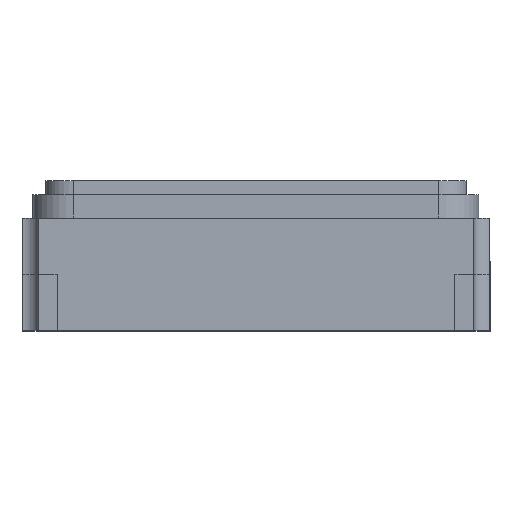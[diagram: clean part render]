
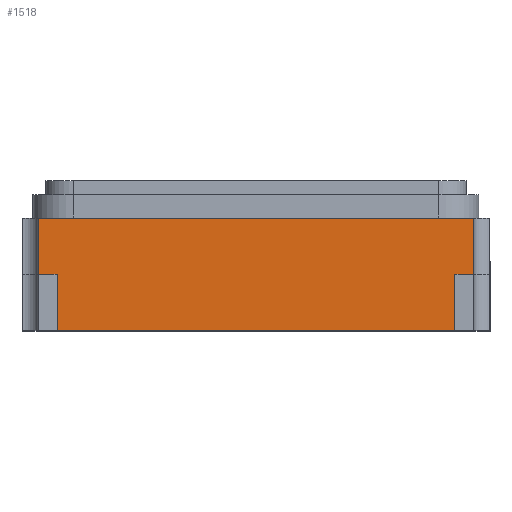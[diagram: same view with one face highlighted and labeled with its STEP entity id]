
A CAD part, top view. The second image highlights one B-rep face of the part: STEP entity #1518.
In plain terms, the highlighted planar face has unit normal (0, 0, 1).
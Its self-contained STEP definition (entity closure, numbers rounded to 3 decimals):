
#25 = CARTESIAN_POINT ( 'NONE',  ( -1.163, 0.725, 1.6 ) ) ;
#62 = CARTESIAN_POINT ( 'NONE',  ( 1.162, 0.3, 1.6 ) ) ;
#86 = ORIENTED_EDGE ( 'NONE', *, *, #2584, .F. ) ;
#111 = VERTEX_POINT ( 'NONE', #1024 ) ;
#122 = CARTESIAN_POINT ( 'NONE',  ( -1.163, 0.6, 1.6 ) ) ;
#245 = EDGE_CURVE ( 'NONE', #631, #2992, #3232, .T. ) ;
#262 = LINE ( 'NONE', #2796, #2526 ) ;
#270 = CARTESIAN_POINT ( 'NONE',  ( -1.163, 0.3, 1.6 ) ) ;
#332 = LINE ( 'NONE', #2959, #1590 ) ;
#405 = EDGE_LOOP ( 'NONE', ( #697, #2884, #571, #533, #3187, #723, #86, #807 ) ) ;
#419 = EDGE_CURVE ( 'NONE', #111, #2540, #332, .T. ) ;
#533 = ORIENTED_EDGE ( 'NONE', *, *, #419, .T. ) ;
#571 = ORIENTED_EDGE ( 'NONE', *, *, #2775, .F. ) ;
#631 = VERTEX_POINT ( 'NONE', #1863 ) ;
#697 = ORIENTED_EDGE ( 'NONE', *, *, #2621, .F. ) ;
#723 = ORIENTED_EDGE ( 'NONE', *, *, #1631, .F. ) ;
#752 = FACE_OUTER_BOUND ( 'NONE', #405, .T. ) ;
#758 = DIRECTION ( 'NONE',  ( -1., 0., 0. ) ) ;
#779 = CARTESIAN_POINT ( 'NONE',  ( 0., 0., 1.6 ) ) ;
#801 = LINE ( 'NONE', #779, #2272 ) ;
#807 = ORIENTED_EDGE ( 'NONE', *, *, #245, .F. ) ;
#820 = LINE ( 'NONE', #2273, #2446 ) ;
#825 = VECTOR ( 'NONE', #2768, 1000. ) ;
#904 = LINE ( 'NONE', #2703, #2633 ) ;
#997 = VERTEX_POINT ( 'NONE', #2982 ) ;
#1024 = CARTESIAN_POINT ( 'NONE',  ( -1.063, 0.3, 1.6 ) ) ;
#1050 = CARTESIAN_POINT ( 'NONE',  ( 0., 0.725, 1.6 ) ) ;
#1088 = CARTESIAN_POINT ( 'NONE',  ( 1.062, 0.3, 1.6 ) ) ;
#1127 = DIRECTION ( 'NONE',  ( 0., -1., 0. ) ) ;
#1155 = VECTOR ( 'NONE', #1127, 1000. ) ;
#1197 = CARTESIAN_POINT ( 'NONE',  ( 1.162, 0.725, 1.6 ) ) ;
#1518 = ADVANCED_FACE ( 'NONE', ( #752 ), #2861, .F. ) ;
#1590 = VECTOR ( 'NONE', #2991, 1000. ) ;
#1631 = EDGE_CURVE ( 'NONE', #2846, #997, #820, .T. ) ;
#1770 = CARTESIAN_POINT ( 'NONE',  ( 1.162, 0.3, 1.6 ) ) ;
#1842 = CARTESIAN_POINT ( 'NONE',  ( -1.063, 0., 1.6 ) ) ;
#1863 = CARTESIAN_POINT ( 'NONE',  ( 1.162, 0.6, 1.6 ) ) ;
#1923 = VERTEX_POINT ( 'NONE', #270 ) ;
#1974 = DIRECTION ( 'NONE',  ( 0., -1., 0. ) ) ;
#2012 = VECTOR ( 'NONE', #1974, 1000. ) ;
#2015 = DIRECTION ( 'NONE',  ( 1., 0., 0. ) ) ;
#2071 = DIRECTION ( 'NONE',  ( 0., 0., -1. ) ) ;
#2272 = VECTOR ( 'NONE', #2876, 1000. ) ;
#2273 = CARTESIAN_POINT ( 'NONE',  ( 1.062, 0.3, 1.6 ) ) ;
#2306 = DIRECTION ( 'NONE',  ( 0., -1., 0. ) ) ;
#2399 = AXIS2_PLACEMENT_3D ( 'NONE', #1050, #2071, #3087 ) ;
#2446 = VECTOR ( 'NONE', #2306, 1000. ) ;
#2456 = VERTEX_POINT ( 'NONE', #122 ) ;
#2526 = VECTOR ( 'NONE', #758, 1000. ) ;
#2540 = VERTEX_POINT ( 'NONE', #1842 ) ;
#2562 = LINE ( 'NONE', #25, #1155 ) ;
#2584 = EDGE_CURVE ( 'NONE', #2992, #2846, #3008, .T. ) ;
#2621 = EDGE_CURVE ( 'NONE', #2456, #631, #904, .T. ) ;
#2633 = VECTOR ( 'NONE', #2015, 1000. ) ;
#2703 = CARTESIAN_POINT ( 'NONE',  ( -1.163, 0.6, 1.6 ) ) ;
#2768 = DIRECTION ( 'NONE',  ( -1., 0., 0. ) ) ;
#2775 = EDGE_CURVE ( 'NONE', #111, #1923, #262, .T. ) ;
#2796 = CARTESIAN_POINT ( 'NONE',  ( -1.163, 0.3, 1.6 ) ) ;
#2846 = VERTEX_POINT ( 'NONE', #1088 ) ;
#2861 = PLANE ( 'NONE',  #2399 ) ;
#2876 = DIRECTION ( 'NONE',  ( 1., 0., 0. ) ) ;
#2884 = ORIENTED_EDGE ( 'NONE', *, *, #3276, .T. ) ;
#2959 = CARTESIAN_POINT ( 'NONE',  ( -1.063, 0.3, 1.6 ) ) ;
#2982 = CARTESIAN_POINT ( 'NONE',  ( 1.062, 0., 1.6 ) ) ;
#2991 = DIRECTION ( 'NONE',  ( 0., -1., 0. ) ) ;
#2992 = VERTEX_POINT ( 'NONE', #62 ) ;
#3008 = LINE ( 'NONE', #1770, #825 ) ;
#3087 = DIRECTION ( 'NONE',  ( -1., 0., 0. ) ) ;
#3187 = ORIENTED_EDGE ( 'NONE', *, *, #3243, .T. ) ;
#3232 = LINE ( 'NONE', #1197, #2012 ) ;
#3243 = EDGE_CURVE ( 'NONE', #2540, #997, #801, .T. ) ;
#3276 = EDGE_CURVE ( 'NONE', #2456, #1923, #2562, .T. ) ;
